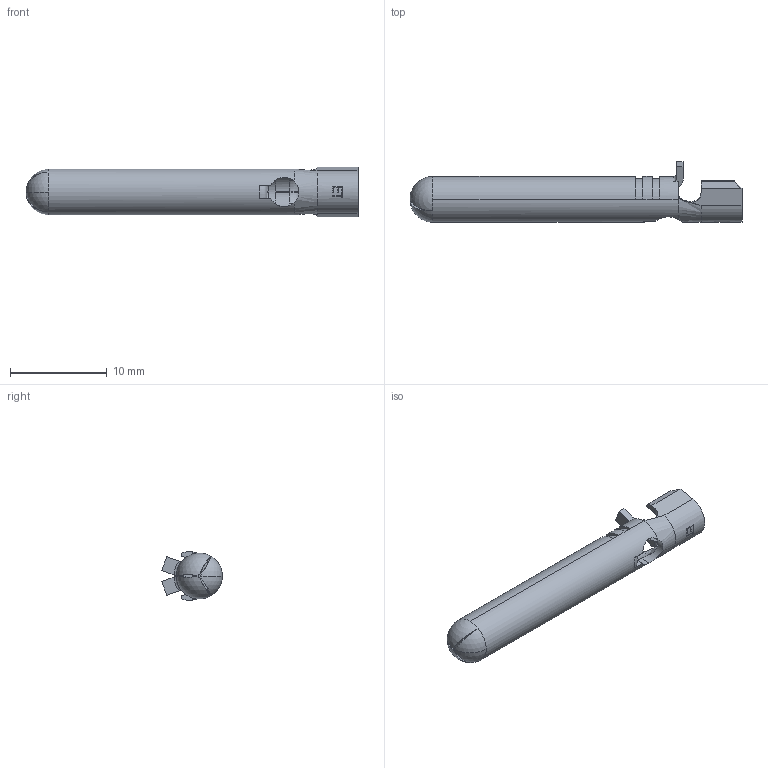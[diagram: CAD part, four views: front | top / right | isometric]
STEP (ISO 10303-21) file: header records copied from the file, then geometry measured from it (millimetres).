
FILE_DESCRIPTION (( 'STEP AP203' ), '1' );
FILE_NAME ('14000.STEP', '2015-02-18T20:50:17', ( '' ), ( '' ), 'SwSTEP 2.0', 'SolidWorks 2014', '' );
FILE_SCHEMA (( 'CONFIG_CONTROL_DESIGN' ));
Length unit declared in the file: inch
Products named in the file (1): 14000
Bounding box: 34.36 x 6.26 x 5.16 mm (x, y, z)
Volume: 285.5 mm3; surface area: 927.4 mm2
Topology: 3 solids, 3 shells, 187 faces, 481 edges, 296 vertices
Faces by surface type: plane 112, cylinder 45, sphere 8, bspline 8, cone 8, torus 6
Entity records: 6108 total; most frequent: CARTESIAN_POINT 1589, ORIENTED_EDGE 954, DIRECTION 890, EDGE_CURVE 477, AXIS2_PLACEMENT_3D 298, VERTEX_POINT 296, VECTOR 294, LINE 294
